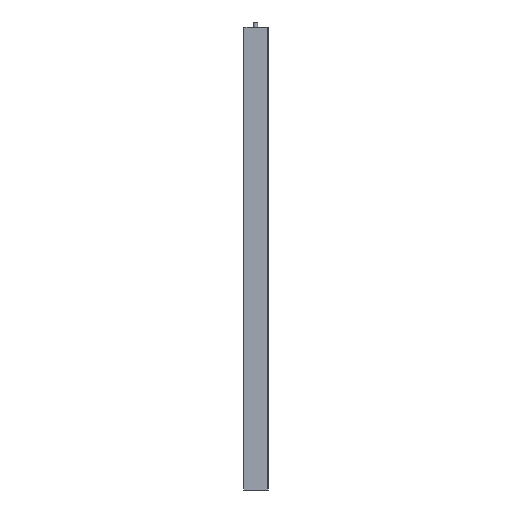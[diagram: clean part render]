
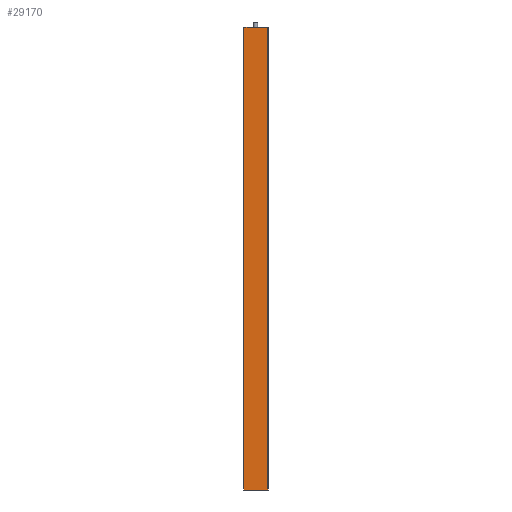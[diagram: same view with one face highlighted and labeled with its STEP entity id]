
A CAD part, left-side view. The second image highlights one B-rep face of the part: STEP entity #29170.
In plain terms, the highlighted planar face has unit normal (-1, 0.024, 0).
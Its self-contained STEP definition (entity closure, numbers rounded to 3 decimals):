
#150 = VECTOR ( 'NONE', #27752, 1000. ) ;
#3012 = VERTEX_POINT ( 'NONE', #22778 ) ;
#4609 = ORIENTED_EDGE ( 'NONE', *, *, #16886, .T. ) ;
#4619 = CARTESIAN_POINT ( 'NONE',  ( -8.102, -0.281, -354.5 ) ) ;
#5405 = DIRECTION ( 'NONE',  ( 0., 0., 1. ) ) ;
#7285 = LINE ( 'NONE', #13646, #15411 ) ;
#7890 = VERTEX_POINT ( 'NONE', #4619 ) ;
#8046 = LINE ( 'NONE', #22052, #24422 ) ;
#9796 = CARTESIAN_POINT ( 'NONE',  ( -7.227, 36.312, 354.5 ) ) ;
#12460 = CARTESIAN_POINT ( 'NONE',  ( -7.227, 36.312, -354.5 ) ) ;
#13646 = CARTESIAN_POINT ( 'NONE',  ( -8.102, -0.281, 354.5 ) ) ;
#14189 = EDGE_LOOP ( 'NONE', ( #4609, #27010, #36487, #28859 ) ) ;
#15411 = VECTOR ( 'NONE', #18687, 1000. ) ;
#16886 = EDGE_CURVE ( 'NONE', #3012, #24711, #7285, .T. ) ;
#18665 = VECTOR ( 'NONE', #5405, 1000. ) ;
#18687 = DIRECTION ( 'NONE',  ( 0.024, 1., 0. ) ) ;
#19456 = FACE_OUTER_BOUND ( 'NONE', #14189, .T. ) ;
#19985 = DIRECTION ( 'NONE',  ( 0.024, 1., 0. ) ) ;
#20821 = EDGE_CURVE ( 'NONE', #7890, #27415, #8046, .T. ) ;
#21644 = AXIS2_PLACEMENT_3D ( 'NONE', #25792, #22440, #34235 ) ;
#22052 = CARTESIAN_POINT ( 'NONE',  ( -8.102, -0.281, -354.5 ) ) ;
#22131 = LINE ( 'NONE', #33751, #150 ) ;
#22440 = DIRECTION ( 'NONE',  ( 1., -0.024, 0. ) ) ;
#22778 = CARTESIAN_POINT ( 'NONE',  ( -8.102, -0.281, 354.5 ) ) ;
#24422 = VECTOR ( 'NONE', #19985, 1000. ) ;
#24711 = VERTEX_POINT ( 'NONE', #9796 ) ;
#25792 = CARTESIAN_POINT ( 'NONE',  ( -8.102, -0.281, -354.5 ) ) ;
#27010 = ORIENTED_EDGE ( 'NONE', *, *, #32464, .F. ) ;
#27415 = VERTEX_POINT ( 'NONE', #12460 ) ;
#27752 = DIRECTION ( 'NONE',  ( 0., 0., 1. ) ) ;
#28859 = ORIENTED_EDGE ( 'NONE', *, *, #36259, .T. ) ;
#29170 = ADVANCED_FACE ( 'NONE', ( #19456 ), #30872, .F. ) ;
#30673 = CARTESIAN_POINT ( 'NONE',  ( -7.227, 36.312, -354.5 ) ) ;
#30872 = PLANE ( 'NONE',  #21644 ) ;
#31037 = LINE ( 'NONE', #30673, #18665 ) ;
#32464 = EDGE_CURVE ( 'NONE', #27415, #24711, #31037, .T. ) ;
#33751 = CARTESIAN_POINT ( 'NONE',  ( -8.102, -0.281, -354.5 ) ) ;
#34235 = DIRECTION ( 'NONE',  ( 0.024, 1., 0. ) ) ;
#36259 = EDGE_CURVE ( 'NONE', #7890, #3012, #22131, .T. ) ;
#36487 = ORIENTED_EDGE ( 'NONE', *, *, #20821, .F. ) ;
